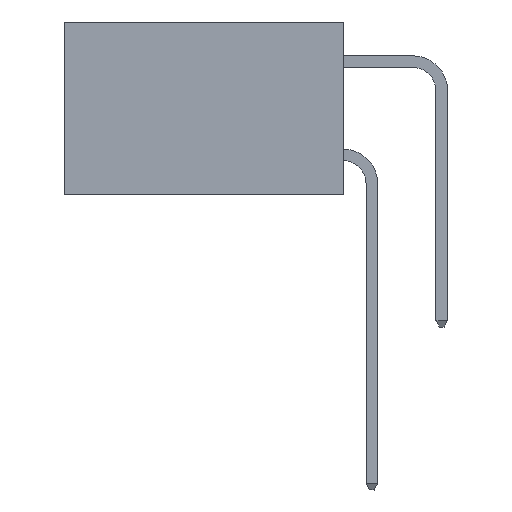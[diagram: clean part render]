
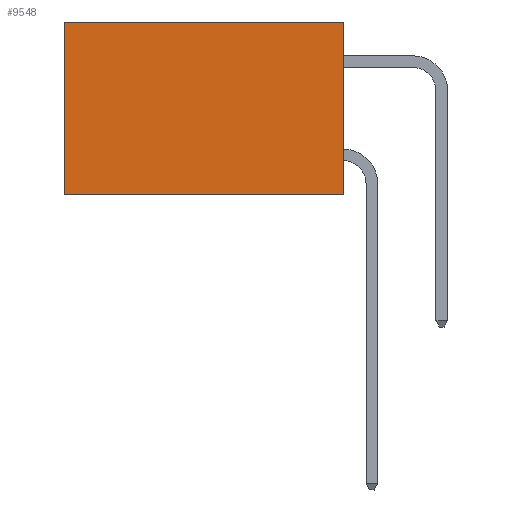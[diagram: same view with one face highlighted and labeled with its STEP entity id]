
A CAD part, left-side view. The second image highlights one B-rep face of the part: STEP entity #9548.
In plain terms, the highlighted planar face has unit normal (-1, 0, 0).
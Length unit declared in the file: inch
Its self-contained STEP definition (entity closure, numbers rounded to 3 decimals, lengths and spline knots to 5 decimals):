
#90 = CARTESIAN_POINT ( 'NONE',  ( 0.2615, 0.6, -0.37 ) ) ;
#128 = CARTESIAN_POINT ( 'NONE',  ( 0.2615, 0., -0.37 ) ) ;
#291 = LINE ( 'NONE', #9597, #6620 ) ;
#348 = DIRECTION ( 'NONE',  ( 0., 0., -1. ) ) ;
#471 = EDGE_CURVE ( 'NONE', #7373, #10747, #1068, .T. ) ;
#1068 = LINE ( 'NONE', #7046, #4638 ) ;
#1171 = EDGE_CURVE ( 'NONE', #2443, #3689, #291, .T. ) ;
#1358 = CARTESIAN_POINT ( 'NONE',  ( 0.2615, 0., -0.37 ) ) ;
#1672 = EDGE_CURVE ( 'NONE', #7373, #2443, #11015, .T. ) ;
#2443 = VERTEX_POINT ( 'NONE', #4108 ) ;
#2465 = AXIS2_PLACEMENT_3D ( 'NONE', #128, #6965, #348 ) ;
#2804 = DIRECTION ( 'NONE',  ( 0., 0., -1. ) ) ;
#3283 = CARTESIAN_POINT ( 'NONE',  ( 0.2615, 0., 0. ) ) ;
#3414 = CARTESIAN_POINT ( 'NONE',  ( 0.2615, 0., 0. ) ) ;
#3689 = VERTEX_POINT ( 'NONE', #90 ) ;
#3714 = DIRECTION ( 'NONE',  ( 0., 0., -1. ) ) ;
#3818 = ORIENTED_EDGE ( 'NONE', *, *, #8201, .F. ) ;
#4108 = CARTESIAN_POINT ( 'NONE',  ( 0.2615, 0.6, 0. ) ) ;
#4180 = DIRECTION ( 'NONE',  ( 0., 1., 0. ) ) ;
#4638 = VECTOR ( 'NONE', #2804, 39.37008 ) ;
#5280 = PLANE ( 'NONE',  #2465 ) ;
#5775 = LINE ( 'NONE', #1358, #9049 ) ;
#5805 = EDGE_LOOP ( 'NONE', ( #9999, #3818, #9923, #9660 ) ) ;
#6204 = CARTESIAN_POINT ( 'NONE',  ( 0.2615, 0., -0.37 ) ) ;
#6279 = FACE_OUTER_BOUND ( 'NONE', #5805, .T. ) ;
#6620 = VECTOR ( 'NONE', #3714, 39.37008 ) ;
#6965 = DIRECTION ( 'NONE',  ( 1., 0., 0. ) ) ;
#7046 = CARTESIAN_POINT ( 'NONE',  ( 0.2615, 0., -0.37 ) ) ;
#7373 = VERTEX_POINT ( 'NONE', #3414 ) ;
#8121 = DIRECTION ( 'NONE',  ( 0., 1., 0. ) ) ;
#8201 = EDGE_CURVE ( 'NONE', #10747, #3689, #5775, .T. ) ;
#9049 = VECTOR ( 'NONE', #8121, 39.37008 ) ;
#9548 = ADVANCED_FACE ( 'NONE', ( #6279 ), #5280, .F. ) ;
#9597 = CARTESIAN_POINT ( 'NONE',  ( 0.2615, 0.6, -0.37 ) ) ;
#9660 = ORIENTED_EDGE ( 'NONE', *, *, #1672, .T. ) ;
#9923 = ORIENTED_EDGE ( 'NONE', *, *, #471, .F. ) ;
#9999 = ORIENTED_EDGE ( 'NONE', *, *, #1171, .T. ) ;
#10065 = VECTOR ( 'NONE', #4180, 39.37008 ) ;
#10747 = VERTEX_POINT ( 'NONE', #6204 ) ;
#11015 = LINE ( 'NONE', #3283, #10065 ) ;
